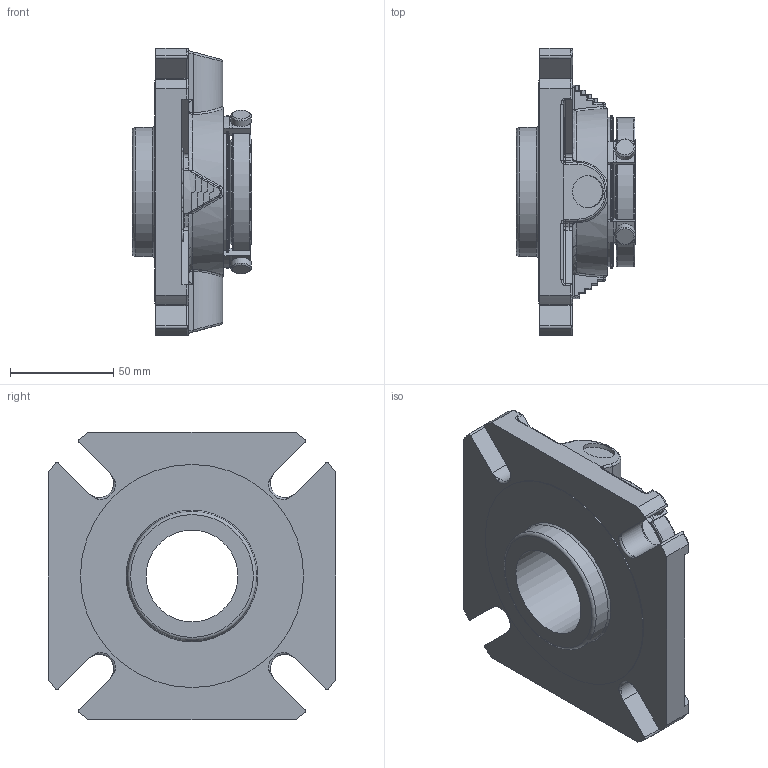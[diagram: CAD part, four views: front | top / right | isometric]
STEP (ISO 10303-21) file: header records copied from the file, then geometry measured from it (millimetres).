
FILE_DESCRIPTION(/* description */ ('Unknown'),/* implementation_level */ '2;1');
FILE_NAME(/* name */ '1.750SMSSANSISealArrangement',/* time_stamp */ '2023-05-23T15:55:51+01:00',/* author */ ('Unknown'),/* organization */ ('Unknown'),/* preprocessor_version */ 'ST-DEVELOPER v18.102',/* originating_system */ 'Solid Edge',/* authorisation */ 'Unknown');
FILE_SCHEMA (('AUTOMOTIVE_DESIGN {1 0 10303 214 3 1 1}'));
Length unit declared in the file: millimetre
Products named in the file (1): 1.750 SMSS SEAL ARRANGEMENT
Bounding box: 57.63 x 139.19 x 139.19 mm (x, y, z)
Volume: 366692.2 mm3; surface area: 68485.7 mm2
Topology: 1 solids, 1 shells, 835 faces, 2323 edges, 1519 vertices
Faces by surface type: plane 310, cylinder 270, bspline 152, torus 79, cone 24
Full cylindrical faces by diameter (mm): 6.45 x2, 9.89 x4, 15.272 x1, 15.568 x1, 44.45 x1, 50.775 x1, 51.283 x1, 62.459 x1, 72.517 x2, 74.041 x1, 108 x1
Entity records: 28567 total; most frequent: CARTESIAN_POINT 8162, ORIENTED_EDGE 4554, DIRECTION 3809, EDGE_CURVE 2277, VERTEX_POINT 1511, AXIS2_PLACEMENT_3D 1342, LINE 1125, VECTOR 1125
